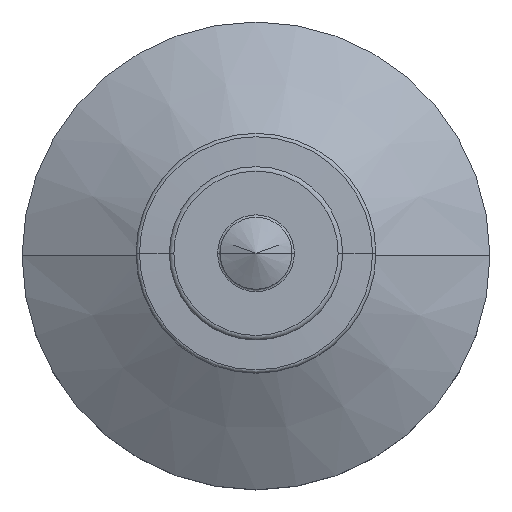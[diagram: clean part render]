
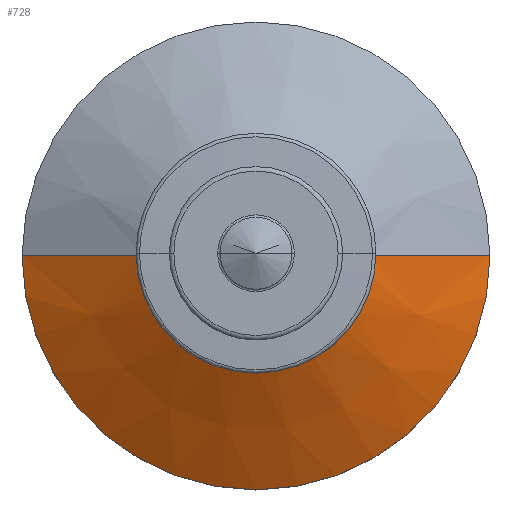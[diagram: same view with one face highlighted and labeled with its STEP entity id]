
A CAD part, top view. The second image highlights one B-rep face of the part: STEP entity #728.
In plain terms, the highlighted conical face has half-angle 60 degrees and reference radius 9.5 mm.
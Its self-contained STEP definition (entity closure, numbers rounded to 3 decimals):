
#36 = AXIS2_PLACEMENT_3D ( 'NONE', #1342, #428, #1227 ) ;
#81 = CIRCLE ( 'NONE', #1328, 19.5 ) ;
#119 = CARTESIAN_POINT ( 'NONE',  ( 0., 0., 13.774 ) ) ;
#147 = LINE ( 'NONE', #464, #1212 ) ;
#166 = DIRECTION ( 'NONE',  ( 1., 0., 0. ) ) ;
#274 = ORIENTED_EDGE ( 'NONE', *, *, #276, .T. ) ;
#276 = EDGE_CURVE ( 'NONE', #1365, #1232, #147, .T. ) ;
#401 = EDGE_LOOP ( 'NONE', ( #955, #751, #274, #1455 ) ) ;
#428 = DIRECTION ( 'NONE',  ( 0., 0., 1. ) ) ;
#436 = CARTESIAN_POINT ( 'NONE',  ( 0., 0., 8. ) ) ;
#464 = CARTESIAN_POINT ( 'NONE',  ( -9.5, 0., 13.774 ) ) ;
#639 = VERTEX_POINT ( 'NONE', #1035 ) ;
#648 = DIRECTION ( 'NONE',  ( 0., 0., -1. ) ) ;
#728 = ADVANCED_FACE ( 'NONE', ( #1607 ), #1523, .T. ) ;
#751 = ORIENTED_EDGE ( 'NONE', *, *, #939, .F. ) ;
#842 = VECTOR ( 'NONE', #1096, 1000. ) ;
#891 = CIRCLE ( 'NONE', #36, 9.5 ) ;
#899 = LINE ( 'NONE', #1244, #842 ) ;
#939 = EDGE_CURVE ( 'NONE', #1365, #1083, #891, .T. ) ;
#955 = ORIENTED_EDGE ( 'NONE', *, *, #1266, .F. ) ;
#1035 = CARTESIAN_POINT ( 'NONE',  ( 19.5, 0., 8. ) ) ;
#1083 = VERTEX_POINT ( 'NONE', #1557 ) ;
#1084 = CARTESIAN_POINT ( 'NONE',  ( -19.5, 0., 8. ) ) ;
#1096 = DIRECTION ( 'NONE',  ( 0.866, 0., -0.5 ) ) ;
#1212 = VECTOR ( 'NONE', #1519, 1000. ) ;
#1227 = DIRECTION ( 'NONE',  ( 1., 0., 0. ) ) ;
#1232 = VERTEX_POINT ( 'NONE', #1084 ) ;
#1244 = CARTESIAN_POINT ( 'NONE',  ( 9.5, 0., 13.774 ) ) ;
#1266 = EDGE_CURVE ( 'NONE', #1083, #639, #899, .T. ) ;
#1300 = DIRECTION ( 'NONE',  ( -1., 0., 0. ) ) ;
#1328 = AXIS2_PLACEMENT_3D ( 'NONE', #436, #1491, #166 ) ;
#1342 = CARTESIAN_POINT ( 'NONE',  ( 0., 0., 13.774 ) ) ;
#1365 = VERTEX_POINT ( 'NONE', #1388 ) ;
#1388 = CARTESIAN_POINT ( 'NONE',  ( -9.5, 0., 13.774 ) ) ;
#1455 = ORIENTED_EDGE ( 'NONE', *, *, #1475, .T. ) ;
#1475 = EDGE_CURVE ( 'NONE', #1232, #639, #81, .T. ) ;
#1491 = DIRECTION ( 'NONE',  ( 0., 0., 1. ) ) ;
#1519 = DIRECTION ( 'NONE',  ( -0.866, 0., -0.5 ) ) ;
#1523 = CONICAL_SURFACE ( 'NONE', #1708, 9.5, 1.047 ) ;
#1557 = CARTESIAN_POINT ( 'NONE',  ( 9.5, 0., 13.774 ) ) ;
#1607 = FACE_OUTER_BOUND ( 'NONE', #401, .T. ) ;
#1708 = AXIS2_PLACEMENT_3D ( 'NONE', #119, #648, #1300 ) ;
